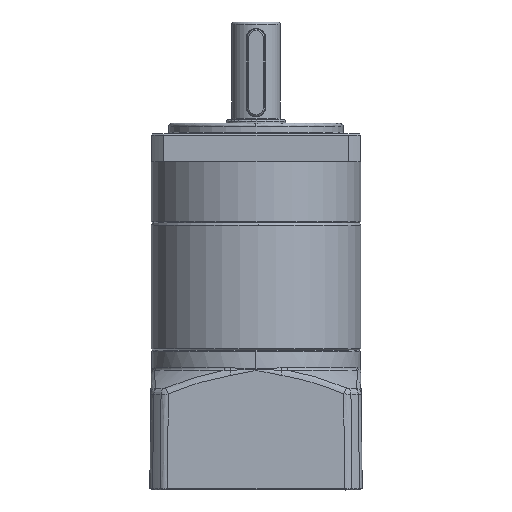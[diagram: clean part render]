
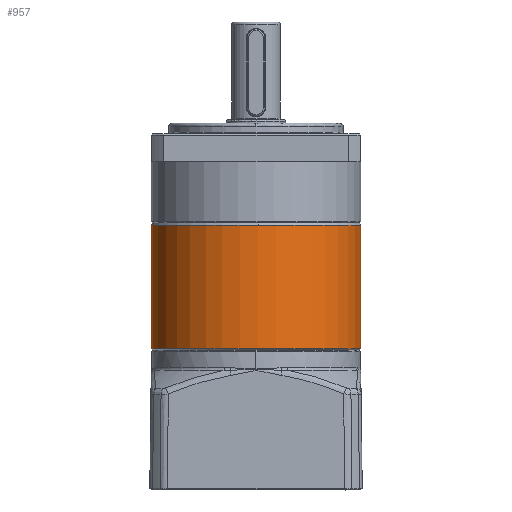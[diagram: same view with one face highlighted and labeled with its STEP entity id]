
A CAD part, left-side view. The second image highlights one B-rep face of the part: STEP entity #957.
In plain terms, the highlighted cylindrical face has radius 30 mm (diameter 60 mm), a partial arc.
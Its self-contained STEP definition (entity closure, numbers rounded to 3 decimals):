
#366 = FACE_OUTER_BOUND ( 'NONE', #26377, .T. ) ;
#957 = ADVANCED_FACE ( 'NONE', ( #366 ), #1539, .T. ) ;
#1539 = CYLINDRICAL_SURFACE ( 'NONE', #17416, 30. ) ;
#1637 = CARTESIAN_POINT ( 'NONE',  ( 36.5, 0., -30. ) ) ;
#3346 = VERTEX_POINT ( 'NONE', #4799 ) ;
#4019 = DIRECTION ( 'NONE',  ( -1., 0., 0. ) ) ;
#4451 = LINE ( 'NONE', #1637, #5975 ) ;
#4799 = CARTESIAN_POINT ( 'NONE',  ( 0.693, 0., -30. ) ) ;
#4832 = EDGE_CURVE ( 'NONE', #7305, #13680, #12569, .T. ) ;
#5145 = ORIENTED_EDGE ( 'NONE', *, *, #15381, .T. ) ;
#5343 = ORIENTED_EDGE ( 'NONE', *, *, #14511, .T. ) ;
#5975 = VECTOR ( 'NONE', #4019, 1000. ) ;
#6011 = DIRECTION ( 'NONE',  ( -1., 0., 0. ) ) ;
#6035 = CARTESIAN_POINT ( 'NONE',  ( 36.5, 0., 30. ) ) ;
#7305 = VERTEX_POINT ( 'NONE', #19398 ) ;
#8849 = AXIS2_PLACEMENT_3D ( 'NONE', #27013, #26975, #26933 ) ;
#9980 = ORIENTED_EDGE ( 'NONE', *, *, #20062, .T. ) ;
#10425 = CIRCLE ( 'NONE', #19602, 30. ) ;
#11957 = CARTESIAN_POINT ( 'NONE',  ( 36.1, 0., -30. ) ) ;
#12569 = LINE ( 'NONE', #6035, #27608 ) ;
#12619 = DIRECTION ( 'NONE',  ( -1., 0., 0. ) ) ;
#12637 = DIRECTION ( 'NONE',  ( 0., 0., 1. ) ) ;
#12658 = CARTESIAN_POINT ( 'NONE',  ( 36.5, 0., 0. ) ) ;
#12675 = DIRECTION ( 'NONE',  ( 1., 0., 0. ) ) ;
#12699 = CARTESIAN_POINT ( 'NONE',  ( 0.693, 0., 0. ) ) ;
#12808 = DIRECTION ( 'NONE',  ( 0., 0., 1. ) ) ;
#13680 = VERTEX_POINT ( 'NONE', #25202 ) ;
#13759 = ORIENTED_EDGE ( 'NONE', *, *, #4832, .T. ) ;
#14511 = EDGE_CURVE ( 'NONE', #13680, #28914, #22058, .T. ) ;
#15381 = EDGE_CURVE ( 'NONE', #28914, #3346, #10425, .T. ) ;
#17416 = AXIS2_PLACEMENT_3D ( 'NONE', #12658, #12619, #12808 ) ;
#17760 = AXIS2_PLACEMENT_3D ( 'NONE', #12699, #12675, #12637 ) ;
#18364 = VERTEX_POINT ( 'NONE', #11957 ) ;
#19398 = CARTESIAN_POINT ( 'NONE',  ( 36.1, 0., 30. ) ) ;
#19602 = AXIS2_PLACEMENT_3D ( 'NONE', #29897, #29871, #29867 ) ;
#20062 = EDGE_CURVE ( 'NONE', #18364, #7305, #24814, .T. ) ;
#21810 = CARTESIAN_POINT ( 'NONE',  ( 0.693, -30., 0. ) ) ;
#22058 = CIRCLE ( 'NONE', #17760, 30. ) ;
#22953 = EDGE_CURVE ( 'NONE', #18364, #3346, #4451, .T. ) ;
#24197 = ORIENTED_EDGE ( 'NONE', *, *, #22953, .F. ) ;
#24814 = CIRCLE ( 'NONE', #8849, 30. ) ;
#25202 = CARTESIAN_POINT ( 'NONE',  ( 0.693, 0., 30. ) ) ;
#26377 = EDGE_LOOP ( 'NONE', ( #24197, #9980, #13759, #5343, #5145 ) ) ;
#26933 = DIRECTION ( 'NONE',  ( 0., 0., 1. ) ) ;
#26975 = DIRECTION ( 'NONE',  ( -1., 0., 0. ) ) ;
#27013 = CARTESIAN_POINT ( 'NONE',  ( 36.1, 0., 0. ) ) ;
#27608 = VECTOR ( 'NONE', #6011, 1000. ) ;
#28914 = VERTEX_POINT ( 'NONE', #21810 ) ;
#29867 = DIRECTION ( 'NONE',  ( 0., 0., 1. ) ) ;
#29871 = DIRECTION ( 'NONE',  ( 1., 0., 0. ) ) ;
#29897 = CARTESIAN_POINT ( 'NONE',  ( 0.693, 0., 0. ) ) ;
